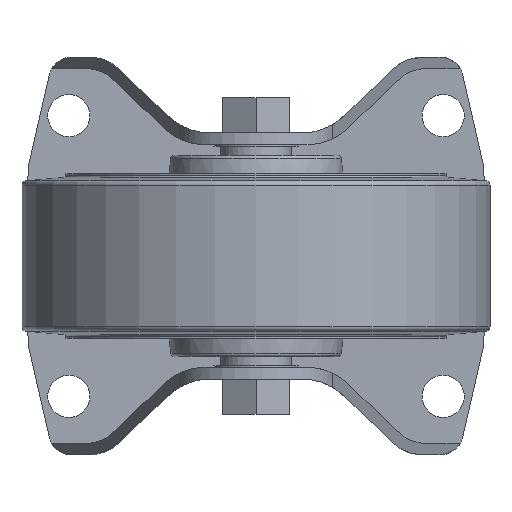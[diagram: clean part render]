
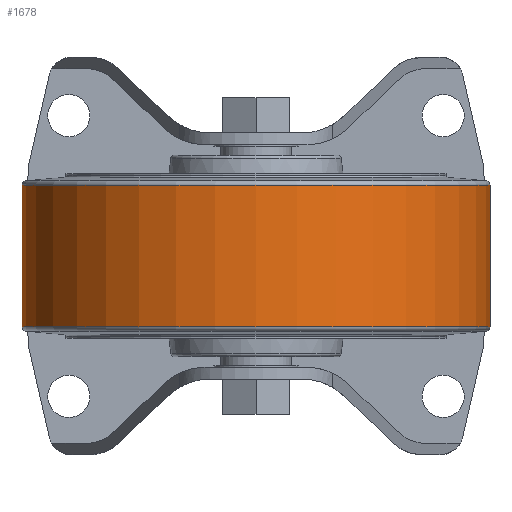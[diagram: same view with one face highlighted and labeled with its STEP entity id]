
A CAD part, front view. The second image highlights one B-rep face of the part: STEP entity #1678.
In plain terms, the highlighted cylindrical face has radius 50 mm (diameter 100 mm), a full revolution.
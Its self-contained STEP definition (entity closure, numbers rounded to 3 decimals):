
#770=ORIENTED_EDGE('',*,*,#1007,.F.);
#771=ORIENTED_EDGE('',*,*,#1006,.T.);
#1006=EDGE_CURVE('',#1168,#1168,#1242,.T.);
#1007=EDGE_CURVE('',#1169,#1169,#1243,.T.);
#1168=VERTEX_POINT('',#2897);
#1169=VERTEX_POINT('',#2900);
#1242=CIRCLE('',#1872,50.);
#1243=CIRCLE('',#1874,50.);
#1378=EDGE_LOOP('',(#770));
#1379=EDGE_LOOP('',(#771));
#1528=FACE_BOUND('',#1378,.T.);
#1529=FACE_BOUND('',#1379,.T.);
#1589=CYLINDRICAL_SURFACE('',#1873,50.);
#1678=ADVANCED_FACE('',(#1528,#1529),#1589,.T.);
#1872=AXIS2_PLACEMENT_3D('',#2896,#2356,#2357);
#1873=AXIS2_PLACEMENT_3D('',#2898,#2358,#2359);
#1874=AXIS2_PLACEMENT_3D('',#2899,#2360,#2361);
#2356=DIRECTION('',(0.,0.,-1.));
#2357=DIRECTION('',(-1.,0.,0.));
#2358=DIRECTION('',(0.,0.,-1.));
#2359=DIRECTION('',(-1.,0.,0.));
#2360=DIRECTION('',(0.,0.,-1.));
#2361=DIRECTION('',(-1.,0.,0.));
#2896=CARTESIAN_POINT('',(0.,0.,15.12));
#2897=CARTESIAN_POINT('',(-50.,0.,15.12));
#2898=CARTESIAN_POINT('',(0.,0.,-21.5));
#2899=CARTESIAN_POINT('',(0.,0.,-15.12));
#2900=CARTESIAN_POINT('',(-50.,0.,-15.12));
